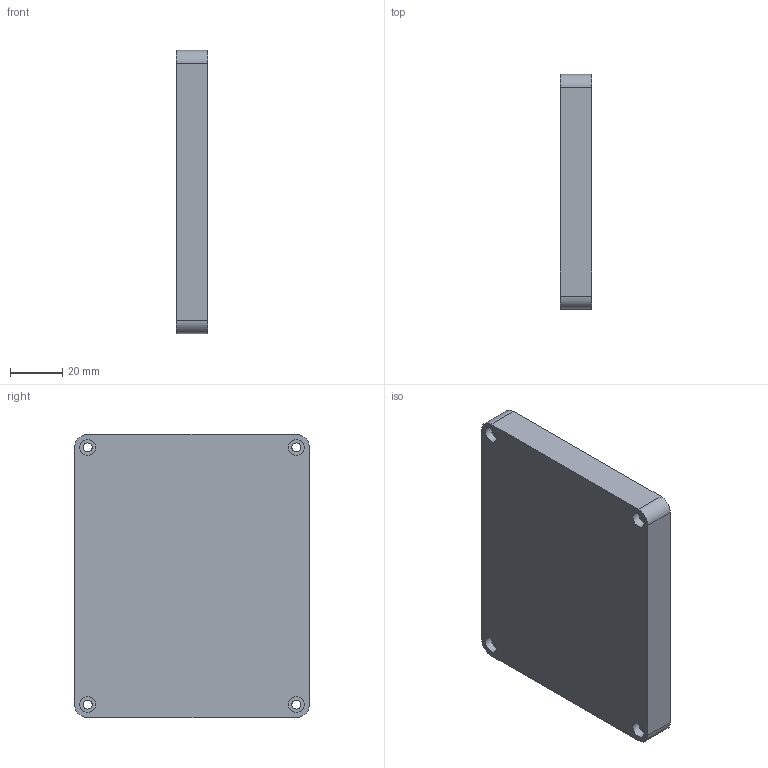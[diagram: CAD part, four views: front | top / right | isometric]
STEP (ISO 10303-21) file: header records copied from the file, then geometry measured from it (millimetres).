
FILE_DESCRIPTION(/* description */ ('','CAx-IF Rec.Pracs.---Representation and Presentation of Product Manufacturing Information (PMI)---4.0---2014-10-13'),/* implementation_level */ '2;1');
FILE_NAME(/* name */ 'bottom.step',/* time_stamp */ '2025-02-19T20:31:02-06:00',/* author */ (''),/* organization */ (''),/* preprocessor_version */ 'ST-DEVELOPER v20',/* originating_system */ 'Autodesk Translation Framework v13.20.0.188',/* authorisation */ '');
FILE_SCHEMA (('AP242_MANAGED_MODEL_BASED_3D_ENGINEERING_MIM_LF { 1 0 10303 442 1 1 4 }'));
Length unit declared in the file: millimetre
Products named in the file (2): Untitled; Component1
Assembly tree (1 placements, depth 2):
  Untitled
    Component1
Bounding box: 12.2 x 89.9 x 108.5 mm (x, y, z)
Volume: 60020.8 mm3; surface area: 27996.4 mm2
Topology: 1 solids, 1 shells, 54 faces, 133 edges, 88 vertices
Faces by surface type: plane 26, cylinder 22, torus 6
Full cylindrical faces by diameter (mm): 3.4 x4, 3.551 x1, 3.932 x1, 4.078 x1, 5.726 x1, 6 x4, 6.127 x1, 6.648 x1
Entity records: 1725 total; most frequent: DIRECTION 311, CARTESIAN_POINT 305, ORIENTED_EDGE 266, EDGE_CURVE 133, AXIS2_PLACEMENT_3D 124, VERTEX_POINT 88, EDGE_LOOP 69, CIRCLE 67
